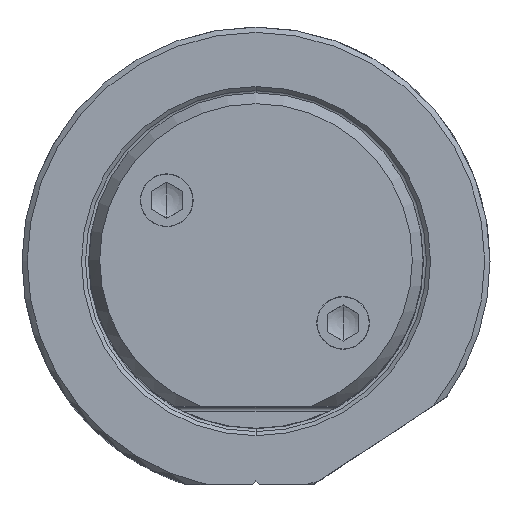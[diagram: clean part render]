
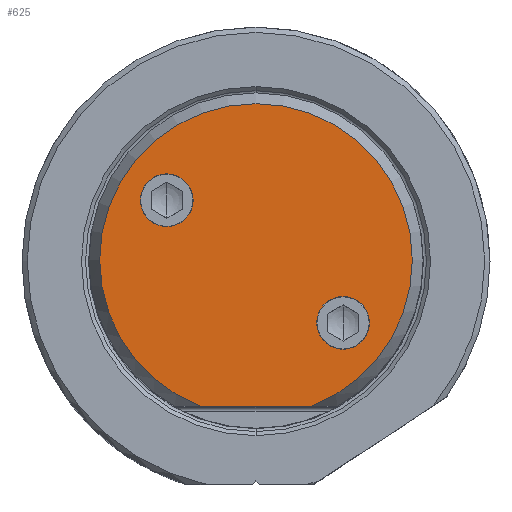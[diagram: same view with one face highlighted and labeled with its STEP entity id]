
A CAD part, top view. The second image highlights one B-rep face of the part: STEP entity #625.
In plain terms, the highlighted planar face has unit normal (0, 0, 1).
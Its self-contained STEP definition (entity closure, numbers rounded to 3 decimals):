
#107=PLANE('',#5678);
#625=ADVANCED_FACE('',(#916,#917,#918),#107,.T.);
#916=FACE_BOUND('',#1047,.T.);
#917=FACE_BOUND('',#1048,.T.);
#918=FACE_BOUND('',#1049,.T.);
#1047=EDGE_LOOP('',(#2734,#2735,#2736,#2737));
#1048=EDGE_LOOP('',(#2738,#2739));
#1049=EDGE_LOOP('',(#2740,#2741));
#1377=LINE('',#11814,#1684);
#1684=VECTOR('',#6683,1.);
#2734=ORIENTED_EDGE('',*,*,#4561,.T.);
#2735=ORIENTED_EDGE('',*,*,#4560,.T.);
#2736=ORIENTED_EDGE('',*,*,#4557,.F.);
#2737=ORIENTED_EDGE('',*,*,#4562,.T.);
#2738=ORIENTED_EDGE('',*,*,#4563,.T.);
#2739=ORIENTED_EDGE('',*,*,#4564,.T.);
#2740=ORIENTED_EDGE('',*,*,#4565,.T.);
#2741=ORIENTED_EDGE('',*,*,#4566,.T.);
#3910=VERTEX_POINT('',#11815);
#3911=VERTEX_POINT('',#11816);
#3912=VERTEX_POINT('',#11827);
#3913=VERTEX_POINT('',#11829);
#3914=VERTEX_POINT('',#11833);
#3915=VERTEX_POINT('',#11834);
#3916=VERTEX_POINT('',#11837);
#3917=VERTEX_POINT('',#11838);
#4557=EDGE_CURVE('',#3910,#3911,#1377,.T.);
#4560=EDGE_CURVE('',#3912,#3911,#5083,.T.);
#4561=EDGE_CURVE('',#3913,#3912,#5084,.T.);
#4562=EDGE_CURVE('',#3910,#3913,#5085,.T.);
#4563=EDGE_CURVE('',#3914,#3915,#5086,.T.);
#4564=EDGE_CURVE('',#3915,#3914,#5087,.T.);
#4565=EDGE_CURVE('',#3916,#3917,#5088,.T.);
#4566=EDGE_CURVE('',#3917,#3916,#5089,.T.);
#5083=CIRCLE('',#5670,14.847);
#5084=CIRCLE('',#5671,14.847);
#5085=CIRCLE('',#5672,14.847);
#5086=CIRCLE('',#5674,2.5);
#5087=CIRCLE('',#5675,2.5);
#5088=CIRCLE('',#5676,2.5);
#5089=CIRCLE('',#5677,2.5);
#5670=AXIS2_PLACEMENT_3D('',#11826,#6686,#6687);
#5671=AXIS2_PLACEMENT_3D('',#11828,#6688,#6689);
#5672=AXIS2_PLACEMENT_3D('',#11830,#6690,#6691);
#5674=AXIS2_PLACEMENT_3D('',#11832,#6694,#6695);
#5675=AXIS2_PLACEMENT_3D('',#11835,#6696,#6697);
#5676=AXIS2_PLACEMENT_3D('',#11836,#6698,#6699);
#5677=AXIS2_PLACEMENT_3D('',#11839,#6700,#6701);
#5678=AXIS2_PLACEMENT_3D('',#11840,#6702,#6703);
#6683=DIRECTION('',(-1.,0.,0.));
#6686=DIRECTION('',(0.,0.,1.));
#6687=DIRECTION('',(-1.,0.,0.));
#6688=DIRECTION('',(0.,0.,1.));
#6689=DIRECTION('',(1.,0.,0.));
#6690=DIRECTION('',(0.,0.,1.));
#6691=DIRECTION('',(0.356,-0.935,0.));
#6694=DIRECTION('',(0.,0.,-1.));
#6695=DIRECTION('',(1.,0.,0.));
#6696=DIRECTION('',(0.,0.,-1.));
#6697=DIRECTION('',(-1.,0.,0.));
#6698=DIRECTION('',(0.,0.,-1.));
#6699=DIRECTION('',(1.,0.,0.));
#6700=DIRECTION('',(0.,0.,-1.));
#6701=DIRECTION('',(-1.,0.,0.));
#6702=DIRECTION('',(0.,0.,1.));
#6703=DIRECTION('',(1.,0.,0.));
#11814=CARTESIAN_POINT('',(5.284,-13.875,60.33));
#11815=CARTESIAN_POINT('',(5.284,-13.875,60.33));
#11816=CARTESIAN_POINT('',(-5.284,-13.875,60.33));
#11826=CARTESIAN_POINT('',(0.,0.,60.33));
#11827=CARTESIAN_POINT('',(-14.847,0.,60.33));
#11828=CARTESIAN_POINT('',(0.,0.,60.33));
#11829=CARTESIAN_POINT('',(14.847,0.,60.33));
#11830=CARTESIAN_POINT('',(0.,0.,60.33));
#11832=CARTESIAN_POINT('',(-8.473,5.681,60.33));
#11833=CARTESIAN_POINT('',(-5.973,5.681,60.33));
#11834=CARTESIAN_POINT('',(-10.973,5.681,60.33));
#11835=CARTESIAN_POINT('',(-8.473,5.681,60.33));
#11836=CARTESIAN_POINT('',(8.269,-5.973,60.33));
#11837=CARTESIAN_POINT('',(10.769,-5.973,60.33));
#11838=CARTESIAN_POINT('',(5.769,-5.973,60.33));
#11839=CARTESIAN_POINT('',(8.269,-5.973,60.33));
#11840=CARTESIAN_POINT('',(0.,0.487,60.33));
